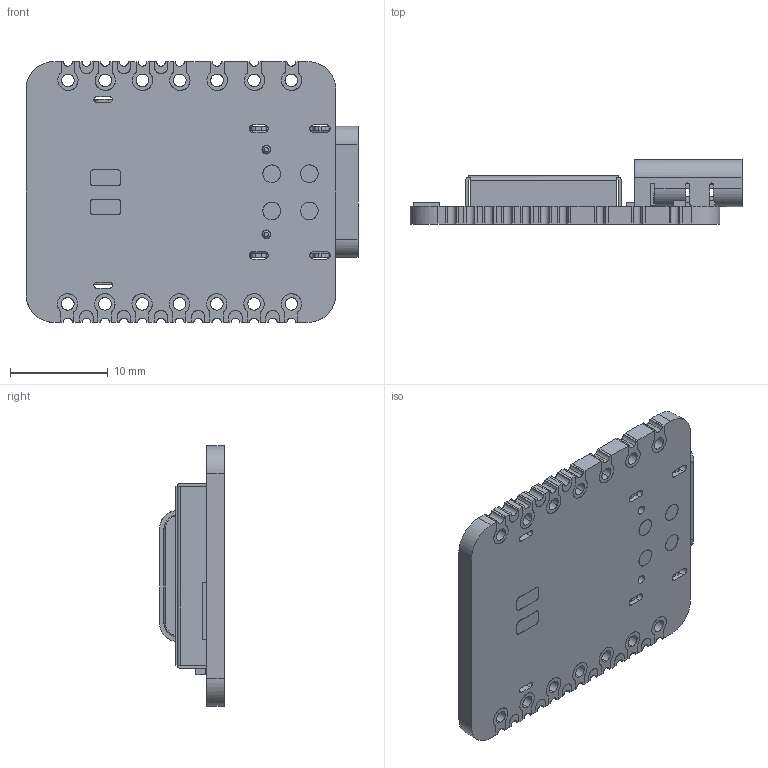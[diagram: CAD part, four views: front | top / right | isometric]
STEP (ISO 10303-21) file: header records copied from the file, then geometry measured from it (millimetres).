
FILE_DESCRIPTION(('FreeCAD Model'),'2;1');
FILE_NAME('Open CASCADE Shape Model','2025-04-30T08:41:45',('FreeCAD'),( 'FreeCAD'),'Open CASCADE STEP processor 7.6','FreeCAD','Unknown');
FILE_SCHEMA(('AUTOMOTIVE_DESIGN { 1 0 10303 214 1 1 1 1 }'));
Products named in the file (1): Open CASCADE STEP translator 7.6 1
Bounding box: 33.96 x 6.64 x 26.66 mm (x, y, z)
Volume: 2035.9 mm3; surface area: 5463.8 mm2
Topology: 64 solids, 64 shells, 1778 faces, 4733 edges, 3122 vertices
Faces by surface type: bspline 1778
Entity records: 52985 total; most frequent: CARTESIAN_POINT 24349, ORIENTED_EDGE 9450, EDGE_CURVE 4725, B_SPLINE_CURVE_WITH_KNOTS 4167, VERTEX_POINT 3122, FACE_BOUND 1883, EDGE_LOOP 1883, ADVANCED_FACE 1778
